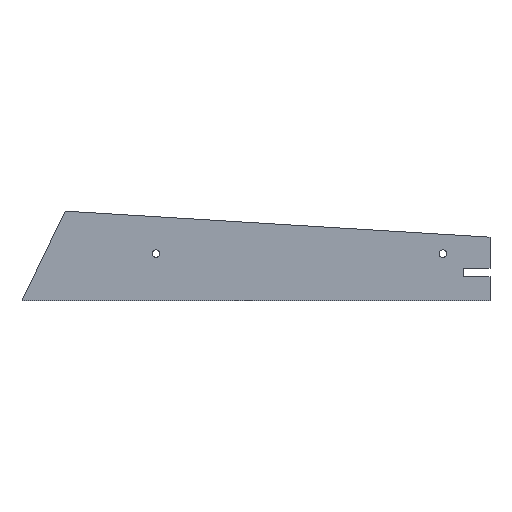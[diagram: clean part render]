
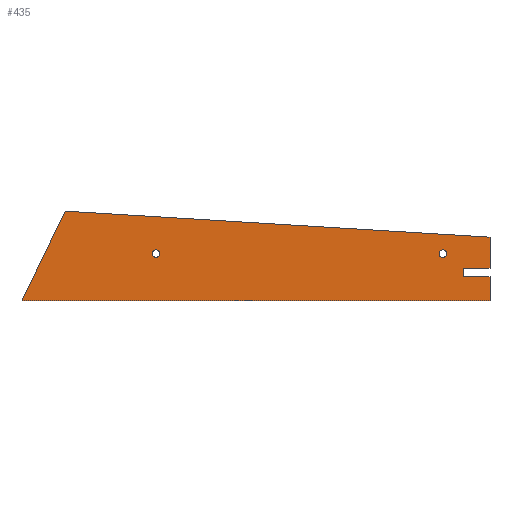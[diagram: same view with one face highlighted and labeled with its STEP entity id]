
A CAD part, top view. The second image highlights one B-rep face of the part: STEP entity #435.
In plain terms, the highlighted planar face has unit normal (0, 0, 1).
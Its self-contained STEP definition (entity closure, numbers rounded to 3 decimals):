
#42=CARTESIAN_POINT('Vertex',(1.978,0.,6.)) ;
#56=CARTESIAN_POINT('Vertex',(250.,0.,6.)) ;
#59=CARTESIAN_POINT('Line Origine',(125.989,0.,6.)) ;
#87=CARTESIAN_POINT('Vertex',(250.,12.75,6.)) ;
#90=CARTESIAN_POINT('Line Origine',(250.,6.375,6.)) ;
#118=CARTESIAN_POINT('Vertex',(236.,12.75,6.)) ;
#121=CARTESIAN_POINT('Line Origine',(243.,12.75,6.)) ;
#149=CARTESIAN_POINT('Vertex',(236.,17.25,6.)) ;
#152=CARTESIAN_POINT('Line Origine',(236.,15.,6.)) ;
#180=CARTESIAN_POINT('Vertex',(250.,17.25,6.)) ;
#183=CARTESIAN_POINT('Line Origine',(243.,17.25,6.)) ;
#206=CARTESIAN_POINT('Vertex',(250.,33.752,6.)) ;
#209=CARTESIAN_POINT('Line Origine',(250.,25.501,6.)) ;
#237=CARTESIAN_POINT('Vertex',(24.772,47.527,6.)) ;
#240=CARTESIAN_POINT('Line Origine',(137.386,40.64,6.)) ;
#262=CARTESIAN_POINT('Line Origine',(13.375,23.764,6.)) ;
#279=CARTESIAN_POINT('Axis2P3D Location',(73.,25.,6.)) ;
#283=CARTESIAN_POINT('Vertex',(71.,25.,6.)) ;
#285=CARTESIAN_POINT('Vertex',(75.,25.,6.)) ;
#314=CARTESIAN_POINT('Axis2P3D Location',(73.,25.,6.)) ;
#336=CARTESIAN_POINT('Axis2P3D Location',(225.,25.,6.)) ;
#340=CARTESIAN_POINT('Vertex',(223.,25.,6.)) ;
#342=CARTESIAN_POINT('Vertex',(227.,25.,6.)) ;
#371=CARTESIAN_POINT('Axis2P3D Location',(225.,25.,6.)) ;
#412=CARTESIAN_POINT('Axis2P3D Location',(0.,0.,6.)) ;
#61=VECTOR('Line Direction',#60,1.) ;
#92=VECTOR('Line Direction',#91,1.) ;
#123=VECTOR('Line Direction',#122,1.) ;
#154=VECTOR('Line Direction',#153,1.) ;
#185=VECTOR('Line Direction',#184,1.) ;
#211=VECTOR('Line Direction',#210,1.) ;
#242=VECTOR('Line Direction',#241,1.) ;
#264=VECTOR('Line Direction',#263,1.) ;
#60=DIRECTION('Vector Direction',(1.,0.,0.)) ;
#91=DIRECTION('Vector Direction',(0.,1.,0.)) ;
#122=DIRECTION('Vector Direction',(-1.,0.,0.)) ;
#153=DIRECTION('Vector Direction',(0.,1.,0.)) ;
#184=DIRECTION('Vector Direction',(1.,0.,0.)) ;
#210=DIRECTION('Vector Direction',(0.,1.,0.)) ;
#241=DIRECTION('Vector Direction',(-0.998,0.061,0.)) ;
#263=DIRECTION('Vector Direction',(-0.432,-0.902,0.)) ;
#280=DIRECTION('Axis2P3D Direction',(0.,0.,1.)) ;
#315=DIRECTION('Axis2P3D Direction',(0.,0.,1.)) ;
#337=DIRECTION('Axis2P3D Direction',(0.,0.,1.)) ;
#372=DIRECTION('Axis2P3D Direction',(0.,0.,1.)) ;
#413=DIRECTION('Axis2P3D Direction',(0.,0.,1.)) ;
#414=DIRECTION('Axis2P3D XDirection',(1.,0.,0.)) ;
#281=AXIS2_PLACEMENT_3D('Circle Axis2P3D',#279,#280,$) ;
#316=AXIS2_PLACEMENT_3D('Circle Axis2P3D',#314,#315,$) ;
#338=AXIS2_PLACEMENT_3D('Circle Axis2P3D',#336,#337,$) ;
#373=AXIS2_PLACEMENT_3D('Circle Axis2P3D',#371,#372,$) ;
#415=AXIS2_PLACEMENT_3D('Plane Axis2P3D',#412,#413,#414) ;
#62=LINE('Line',#59,#61) ;
#93=LINE('Line',#90,#92) ;
#124=LINE('Line',#121,#123) ;
#155=LINE('Line',#152,#154) ;
#186=LINE('Line',#183,#185) ;
#212=LINE('Line',#209,#211) ;
#243=LINE('Line',#240,#242) ;
#265=LINE('Line',#262,#264) ;
#282=CIRCLE('generated circle',#281,2.) ;
#317=CIRCLE('generated circle',#316,2.) ;
#339=CIRCLE('generated circle',#338,2.) ;
#374=CIRCLE('generated circle',#373,2.) ;
#416=PLANE('',#415) ;
#430=FACE_BOUND('',#427,.T.) ;
#434=FACE_BOUND('',#431,.T.) ;
#63=EDGE_CURVE('',#43,#57,#62,.T.) ;
#94=EDGE_CURVE('',#57,#88,#93,.T.) ;
#125=EDGE_CURVE('',#88,#119,#124,.T.) ;
#156=EDGE_CURVE('',#119,#150,#155,.T.) ;
#187=EDGE_CURVE('',#150,#181,#186,.T.) ;
#213=EDGE_CURVE('',#181,#207,#212,.T.) ;
#244=EDGE_CURVE('',#207,#238,#243,.T.) ;
#266=EDGE_CURVE('',#238,#43,#265,.T.) ;
#287=EDGE_CURVE('',#284,#286,#282,.T.) ;
#318=EDGE_CURVE('',#286,#284,#317,.T.) ;
#344=EDGE_CURVE('',#341,#343,#339,.T.) ;
#375=EDGE_CURVE('',#343,#341,#374,.T.) ;
#418=ORIENTED_EDGE('',*,*,#63,.T.) ;
#419=ORIENTED_EDGE('',*,*,#94,.T.) ;
#420=ORIENTED_EDGE('',*,*,#125,.T.) ;
#421=ORIENTED_EDGE('',*,*,#156,.T.) ;
#422=ORIENTED_EDGE('',*,*,#187,.T.) ;
#423=ORIENTED_EDGE('',*,*,#213,.T.) ;
#424=ORIENTED_EDGE('',*,*,#244,.T.) ;
#425=ORIENTED_EDGE('',*,*,#266,.T.) ;
#428=ORIENTED_EDGE('',*,*,#287,.F.) ;
#429=ORIENTED_EDGE('',*,*,#318,.F.) ;
#432=ORIENTED_EDGE('',*,*,#344,.F.) ;
#433=ORIENTED_EDGE('',*,*,#375,.F.) ;
#417=EDGE_LOOP('',(#418,#419,#420,#421,#422,#423,#424,#425)) ;
#427=EDGE_LOOP('',(#428,#429)) ;
#431=EDGE_LOOP('',(#432,#433)) ;
#43=VERTEX_POINT('',#42) ;
#57=VERTEX_POINT('',#56) ;
#88=VERTEX_POINT('',#87) ;
#119=VERTEX_POINT('',#118) ;
#150=VERTEX_POINT('',#149) ;
#181=VERTEX_POINT('',#180) ;
#207=VERTEX_POINT('',#206) ;
#238=VERTEX_POINT('',#237) ;
#284=VERTEX_POINT('',#283) ;
#286=VERTEX_POINT('',#285) ;
#341=VERTEX_POINT('',#340) ;
#343=VERTEX_POINT('',#342) ;
#435=ADVANCED_FACE('PartBody',(#426,#430,#434),#416,.T.) ;
#426=FACE_OUTER_BOUND('',#417,.T.) ;
